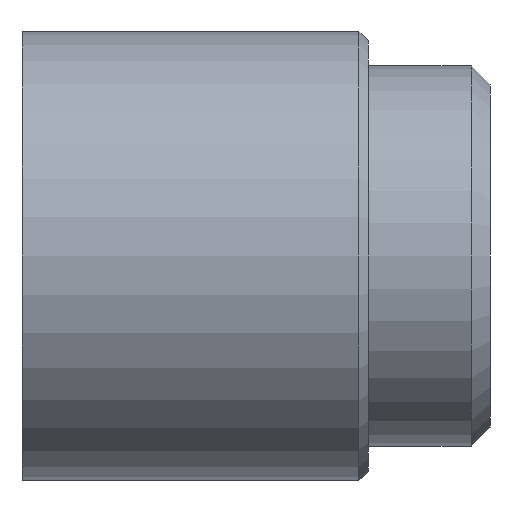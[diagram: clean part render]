
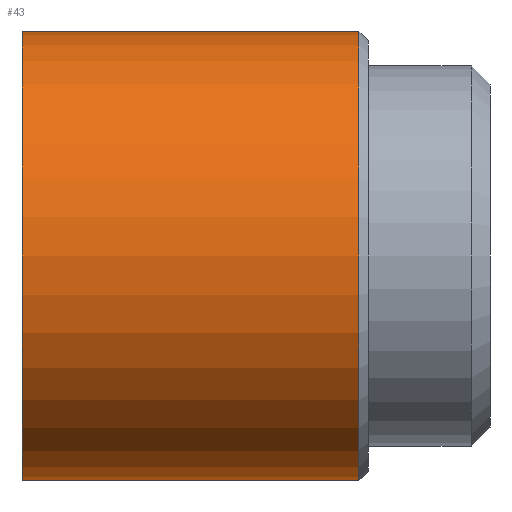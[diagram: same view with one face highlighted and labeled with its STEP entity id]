
A CAD part, left-side view. The second image highlights one B-rep face of the part: STEP entity #43.
In plain terms, the highlighted cylindrical face has radius 12 mm (diameter 24 mm), a partial arc.
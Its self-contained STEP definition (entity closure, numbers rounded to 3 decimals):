
#22 = LINE ( 'NONE', #467, #158 ) ;
#24 = CYLINDRICAL_SURFACE ( 'NONE', #55, 12. ) ;
#30 = AXIS2_PLACEMENT_3D ( 'NONE', #391, #387, #390 ) ;
#43 = ADVANCED_FACE ( 'NONE', ( #168 ), #24, .T. ) ;
#50 = EDGE_CURVE ( 'NONE', #128, #267, #22, .T. ) ;
#55 = AXIS2_PLACEMENT_3D ( 'NONE', #436, #423, #468 ) ;
#57 = CIRCLE ( 'NONE', #223, 12. ) ;
#118 = LINE ( 'NONE', #416, #521 ) ;
#128 = VERTEX_POINT ( 'NONE', #419 ) ;
#129 = EDGE_CURVE ( 'NONE', #267, #380, #57, .T. ) ;
#132 = ORIENTED_EDGE ( 'NONE', *, *, #135, .T. ) ;
#135 = EDGE_CURVE ( 'NONE', #299, #380, #118, .T. ) ;
#158 = VECTOR ( 'NONE', #473, 1000. ) ;
#168 = FACE_OUTER_BOUND ( 'NONE', #195, .T. ) ;
#170 = EDGE_CURVE ( 'NONE', #128, #299, #456, .T. ) ;
#171 = ORIENTED_EDGE ( 'NONE', *, *, #50, .F. ) ;
#181 = ORIENTED_EDGE ( 'NONE', *, *, #170, .T. ) ;
#195 = EDGE_LOOP ( 'NONE', ( #171, #181, #132, #330 ) ) ;
#223 = AXIS2_PLACEMENT_3D ( 'NONE', #410, #403, #409 ) ;
#267 = VERTEX_POINT ( 'NONE', #338 ) ;
#299 = VERTEX_POINT ( 'NONE', #328 ) ;
#311 = CARTESIAN_POINT ( 'NONE',  ( 0., 0., 12. ) ) ;
#328 = CARTESIAN_POINT ( 'NONE',  ( 0., -18., 12. ) ) ;
#330 = ORIENTED_EDGE ( 'NONE', *, *, #129, .F. ) ;
#338 = CARTESIAN_POINT ( 'NONE',  ( 0., 0., -12. ) ) ;
#380 = VERTEX_POINT ( 'NONE', #311 ) ;
#387 = DIRECTION ( 'NONE',  ( 0., 1., 0. ) ) ;
#390 = DIRECTION ( 'NONE',  ( 0., 0., 1. ) ) ;
#391 = CARTESIAN_POINT ( 'NONE',  ( 0., -18., 0. ) ) ;
#403 = DIRECTION ( 'NONE',  ( 0., 1., 0. ) ) ;
#409 = DIRECTION ( 'NONE',  ( 0., 0., 1. ) ) ;
#410 = CARTESIAN_POINT ( 'NONE',  ( 0., 0., 0. ) ) ;
#413 = DIRECTION ( 'NONE',  ( 0., 1., 0. ) ) ;
#416 = CARTESIAN_POINT ( 'NONE',  ( 0., -25., 12. ) ) ;
#419 = CARTESIAN_POINT ( 'NONE',  ( 0., -18., -12. ) ) ;
#423 = DIRECTION ( 'NONE',  ( 0., 1., 0. ) ) ;
#436 = CARTESIAN_POINT ( 'NONE',  ( 0., -25., 0. ) ) ;
#456 = CIRCLE ( 'NONE', #30, 12. ) ;
#467 = CARTESIAN_POINT ( 'NONE',  ( 0., -25., -12. ) ) ;
#468 = DIRECTION ( 'NONE',  ( 0., 0., 1. ) ) ;
#473 = DIRECTION ( 'NONE',  ( 0., 1., 0. ) ) ;
#521 = VECTOR ( 'NONE', #413, 1000. ) ;
